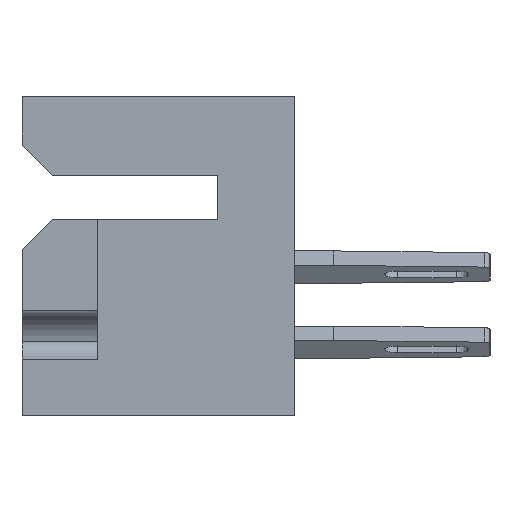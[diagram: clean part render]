
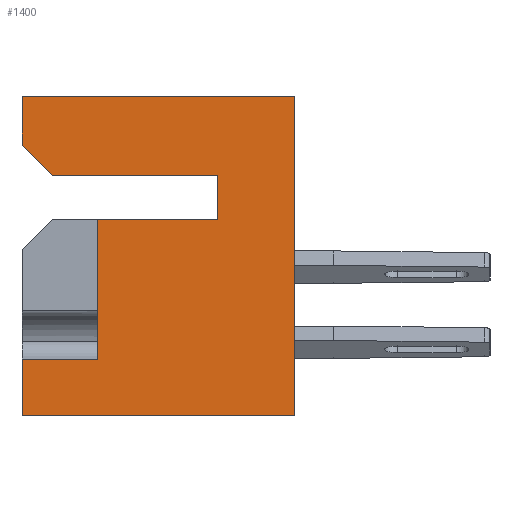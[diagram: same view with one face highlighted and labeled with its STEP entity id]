
A CAD part, left-side view. The second image highlights one B-rep face of the part: STEP entity #1400.
In plain terms, the highlighted planar face has unit normal (-1, 0, 0).
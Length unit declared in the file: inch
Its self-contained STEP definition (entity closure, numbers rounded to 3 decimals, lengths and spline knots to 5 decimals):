
#83 = ORIENTED_EDGE ( 'NONE', *, *, #8341, .T. ) ;
#246 = ORIENTED_EDGE ( 'NONE', *, *, #9306, .T. ) ;
#312 = VECTOR ( 'NONE', #8672, 39.37008 ) ;
#426 = CARTESIAN_POINT ( 'NONE',  ( 0., 0.453, 0. ) ) ;
#553 = CARTESIAN_POINT ( 'NONE',  ( 0., 0.453, 0. ) ) ;
#602 = VERTEX_POINT ( 'NONE', #5399 ) ;
#912 = ORIENTED_EDGE ( 'NONE', *, *, #1910, .F. ) ;
#928 = CARTESIAN_POINT ( 'NONE',  ( 0., 0.128, -0.131 ) ) ;
#1274 = EDGE_CURVE ( 'NONE', #7672, #10260, #14114, .T. ) ;
#1400 = ADVANCED_FACE ( 'NONE', ( #6119 ), #9731, .F. ) ;
#1521 = DIRECTION ( 'NONE',  ( 0., -0.707, -0.707 ) ) ;
#1910 = EDGE_CURVE ( 'NONE', #7150, #3801, #15684, .T. ) ;
#1941 = EDGE_CURVE ( 'NONE', #5626, #7150, #4283, .T. ) ;
#2107 = VECTOR ( 'NONE', #16019, 39.37008 ) ;
#2559 = VERTEX_POINT ( 'NONE', #14231 ) ;
#3385 = VECTOR ( 'NONE', #12442, 39.37008 ) ;
#3446 = EDGE_CURVE ( 'NONE', #7672, #12425, #15825, .T. ) ;
#3604 = ORIENTED_EDGE ( 'NONE', *, *, #3446, .F. ) ;
#3801 = VERTEX_POINT ( 'NONE', #5315 ) ;
#3843 = ORIENTED_EDGE ( 'NONE', *, *, #1274, .T. ) ;
#4078 = VERTEX_POINT ( 'NONE', #12185 ) ;
#4188 = CARTESIAN_POINT ( 'NONE',  ( 0., 0.453, -0.531 ) ) ;
#4206 = VECTOR ( 'NONE', #4441, 39.37008 ) ;
#4283 = LINE ( 'NONE', #6892, #2107 ) ;
#4344 = LINE ( 'NONE', #14246, #12955 ) ;
#4441 = DIRECTION ( 'NONE',  ( 0., 1., 0. ) ) ;
#4581 = DIRECTION ( 'NONE',  ( 1., 0., 0. ) ) ;
#4601 = VERTEX_POINT ( 'NONE', #5566 ) ;
#4763 = VECTOR ( 'NONE', #15435, 39.37008 ) ;
#4809 = DIRECTION ( 'NONE',  ( 0., 0., 1. ) ) ;
#4861 = DIRECTION ( 'NONE',  ( 0., 1., 0. ) ) ;
#4918 = CARTESIAN_POINT ( 'NONE',  ( 0., 0.128, -0.205 ) ) ;
#5229 = CARTESIAN_POINT ( 'NONE',  ( 0., 0.328, -0.205 ) ) ;
#5315 = CARTESIAN_POINT ( 'NONE',  ( 0., 0., 0. ) ) ;
#5399 = CARTESIAN_POINT ( 'NONE',  ( 0., 0.128, -0.131 ) ) ;
#5548 = CARTESIAN_POINT ( 'NONE',  ( 0., 0.453, -0.531 ) ) ;
#5566 = CARTESIAN_POINT ( 'NONE',  ( 0., 0.328, -0.437 ) ) ;
#5626 = VERTEX_POINT ( 'NONE', #11414 ) ;
#6119 = FACE_OUTER_BOUND ( 'NONE', #12971, .T. ) ;
#6181 = VERTEX_POINT ( 'NONE', #8706 ) ;
#6387 = ORIENTED_EDGE ( 'NONE', *, *, #13460, .T. ) ;
#6517 = LINE ( 'NONE', #4918, #11121 ) ;
#6764 = LINE ( 'NONE', #16397, #3385 ) ;
#6834 = VECTOR ( 'NONE', #16157, 39.37008 ) ;
#6892 = CARTESIAN_POINT ( 'NONE',  ( 0., 0.453, 0. ) ) ;
#7150 = VERTEX_POINT ( 'NONE', #426 ) ;
#7672 = VERTEX_POINT ( 'NONE', #4188 ) ;
#7714 = VECTOR ( 'NONE', #9519, 39.37008 ) ;
#7800 = ORIENTED_EDGE ( 'NONE', *, *, #10299, .F. ) ;
#8341 = EDGE_CURVE ( 'NONE', #10260, #3801, #6764, .T. ) ;
#8620 = CARTESIAN_POINT ( 'NONE',  ( 0., 0., -0.531 ) ) ;
#8641 = EDGE_CURVE ( 'NONE', #4601, #6181, #11566, .T. ) ;
#8672 = DIRECTION ( 'NONE',  ( 0., 1., 0. ) ) ;
#8706 = CARTESIAN_POINT ( 'NONE',  ( 0., 0.328, -0.205 ) ) ;
#8821 = ORIENTED_EDGE ( 'NONE', *, *, #8641, .F. ) ;
#9306 = EDGE_CURVE ( 'NONE', #5626, #4078, #4344, .T. ) ;
#9376 = ORIENTED_EDGE ( 'NONE', *, *, #11180, .T. ) ;
#9519 = DIRECTION ( 'NONE',  ( 0., -1., 0. ) ) ;
#9731 = PLANE ( 'NONE',  #14233 ) ;
#9758 = ORIENTED_EDGE ( 'NONE', *, *, #15604, .F. ) ;
#9866 = LINE ( 'NONE', #13381, #6834 ) ;
#10260 = VERTEX_POINT ( 'NONE', #8620 ) ;
#10299 = EDGE_CURVE ( 'NONE', #602, #4078, #11701, .T. ) ;
#11084 = VECTOR ( 'NONE', #14570, 39.37008 ) ;
#11121 = VECTOR ( 'NONE', #4861, 39.37008 ) ;
#11125 = CARTESIAN_POINT ( 'NONE',  ( 0., 0.453, 0. ) ) ;
#11180 = EDGE_CURVE ( 'NONE', #4601, #12425, #12418, .T. ) ;
#11414 = CARTESIAN_POINT ( 'NONE',  ( 0., 0.453, -0.081 ) ) ;
#11566 = LINE ( 'NONE', #5229, #4763 ) ;
#11701 = LINE ( 'NONE', #928, #312 ) ;
#12185 = CARTESIAN_POINT ( 'NONE',  ( 0., 0.403, -0.131 ) ) ;
#12257 = CARTESIAN_POINT ( 'NONE',  ( 0., 0.453, 0. ) ) ;
#12418 = LINE ( 'NONE', #12922, #4206 ) ;
#12425 = VERTEX_POINT ( 'NONE', #14341 ) ;
#12442 = DIRECTION ( 'NONE',  ( 0., 0., 1. ) ) ;
#12922 = CARTESIAN_POINT ( 'NONE',  ( 0., 0.328, -0.437 ) ) ;
#12955 = VECTOR ( 'NONE', #1521, 39.37008 ) ;
#12971 = EDGE_LOOP ( 'NONE', ( #9376, #3604, #3843, #83, #912, #14762, #246, #7800, #9758, #6387, #8821 ) ) ;
#13381 = CARTESIAN_POINT ( 'NONE',  ( 0., 0.128, -0.131 ) ) ;
#13460 = EDGE_CURVE ( 'NONE', #2559, #6181, #6517, .T. ) ;
#14114 = LINE ( 'NONE', #5548, #7714 ) ;
#14231 = CARTESIAN_POINT ( 'NONE',  ( 0., 0.128, -0.205 ) ) ;
#14233 = AXIS2_PLACEMENT_3D ( 'NONE', #12257, #4581, #16090 ) ;
#14246 = CARTESIAN_POINT ( 'NONE',  ( 0., 0.403, -0.131 ) ) ;
#14341 = CARTESIAN_POINT ( 'NONE',  ( 0., 0.453, -0.437 ) ) ;
#14570 = DIRECTION ( 'NONE',  ( 0., -1., 0. ) ) ;
#14762 = ORIENTED_EDGE ( 'NONE', *, *, #1941, .F. ) ;
#15435 = DIRECTION ( 'NONE',  ( 0., 0., 1. ) ) ;
#15604 = EDGE_CURVE ( 'NONE', #2559, #602, #9866, .T. ) ;
#15622 = VECTOR ( 'NONE', #4809, 39.37008 ) ;
#15684 = LINE ( 'NONE', #553, #11084 ) ;
#15825 = LINE ( 'NONE', #11125, #15622 ) ;
#16019 = DIRECTION ( 'NONE',  ( 0., 0., 1. ) ) ;
#16090 = DIRECTION ( 'NONE',  ( 0., 0., -1. ) ) ;
#16157 = DIRECTION ( 'NONE',  ( 0., 0., 1. ) ) ;
#16397 = CARTESIAN_POINT ( 'NONE',  ( 0., 0., 0. ) ) ;
